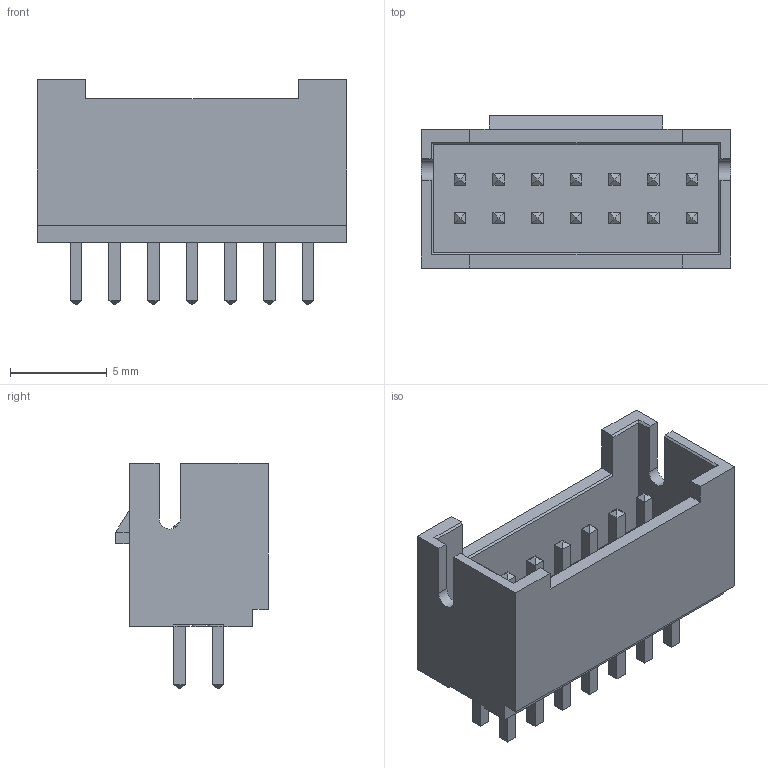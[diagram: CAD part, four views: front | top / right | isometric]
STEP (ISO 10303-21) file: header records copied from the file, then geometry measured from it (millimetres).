
FILE_DESCRIPTION(/* description */ (''),/* implementation_level */ '2;1');
FILE_NAME(/* name */ '2x7_2mm-pitch_Lock_GreenConnector.step',/* time_stamp */ '2020-09-07T21:47:04+09:00',/* author */ (''),/* organization */ (''),/* preprocessor_version */ 'ST-DEVELOPER v18.1',/* originating_system */ 'Autodesk Translation Framework v9.3.0.1241',/* authorisation */ '');
FILE_SCHEMA (('AUTOMOTIVE_DESIGN { 1 0 10303 214 3 1 1 }'));
Length unit declared in the file: millimetre
Products named in the file (1): 2x7_2mm-pitch_Lock_GreenConnector
Bounding box: 16 x 7.9 x 11.65 mm (x, y, z)
Volume: 412.6 mm3; surface area: 1163.6 mm2
Topology: 15 solids, 15 shells, 465 faces, 1185 edges, 750 vertices
Faces by surface type: plane 357, bspline 106, cylinder 2
Entity records: 14732 total; most frequent: CARTESIAN_POINT 4203, ORIENTED_EDGE 2370, DIRECTION 1697, EDGE_CURVE 1185, LINE 969, VECTOR 969, VERTEX_POINT 750, EDGE_LOOP 493
